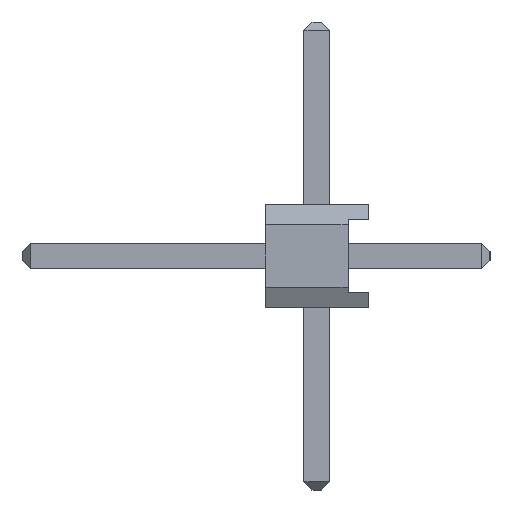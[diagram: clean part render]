
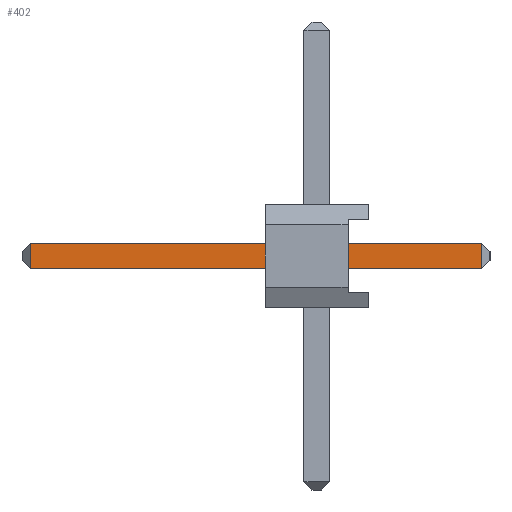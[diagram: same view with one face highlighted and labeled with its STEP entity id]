
A CAD part, left-side view. The second image highlights one B-rep face of the part: STEP entity #402.
In plain terms, the highlighted planar face has unit normal (-1, 0, 0).
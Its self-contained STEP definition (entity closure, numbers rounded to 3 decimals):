
#402 = ADVANCED_FACE( '', ( #1004 ), #1005, .F. );
#1004 = FACE_OUTER_BOUND( '', #1806, .T. );
#1005 = PLANE( '', #1807 );
#1806 = EDGE_LOOP( '', ( #3105, #3106, #3107, #3108 ) );
#1807 = AXIS2_PLACEMENT_3D( '', #3109, #3110, #3111 );
#3105 = ORIENTED_EDGE( '', *, *, #5231, .T. );
#3106 = ORIENTED_EDGE( '', *, *, #5232, .T. );
#3107 = ORIENTED_EDGE( '', *, *, #5213, .F. );
#3108 = ORIENTED_EDGE( '', *, *, #5233, .T. );
#3109 = CARTESIAN_POINT( '', ( -0.32, -0.32, 5.77 ) );
#3110 = DIRECTION( '', ( 1., 0., 0. ) );
#3111 = DIRECTION( '', ( 0., 0., -1. ) );
#5213 = EDGE_CURVE( '', #6322, #6478, #6479, .T. );
#5231 = EDGE_CURVE( '', #5742, #6504, #6505, .T. );
#5232 = EDGE_CURVE( '', #6504, #6478, #6506, .T. );
#5233 = EDGE_CURVE( '', #6322, #5742, #6507, .T. );
#5742 = VERTEX_POINT( '', #7159 );
#6322 = VERTEX_POINT( '', #8024 );
#6478 = VERTEX_POINT( '', #8258 );
#6479 = LINE( '', #8259, #8260 );
#6504 = VERTEX_POINT( '', #8297 );
#6505 = LINE( '', #8298, #8299 );
#6506 = LINE( '', #8300, #8301 );
#6507 = LINE( '', #8302, #8303 );
#7159 = CARTESIAN_POINT( '', ( -0.32, 0.32, 5.57 ) );
#8024 = CARTESIAN_POINT( '', ( -0.32, -0.32, 5.57 ) );
#8258 = CARTESIAN_POINT( '', ( -0.32, -0.32, -5.57 ) );
#8259 = CARTESIAN_POINT( '', ( -0.32, -0.32, 5.77 ) );
#8260 = VECTOR( '', #9640, 1000. );
#8297 = CARTESIAN_POINT( '', ( -0.32, 0.32, -5.57 ) );
#8298 = CARTESIAN_POINT( '', ( -0.32, 0.32, 5.77 ) );
#8299 = VECTOR( '', #9653, 1000. );
#8300 = CARTESIAN_POINT( '', ( -0.32, -0.32, -5.57 ) );
#8301 = VECTOR( '', #9654, 1000. );
#8302 = CARTESIAN_POINT( '', ( -0.32, -0.32, 5.57 ) );
#8303 = VECTOR( '', #9655, 1000. );
#9640 = DIRECTION( '', ( 0., 0., -1. ) );
#9653 = DIRECTION( '', ( 0., 0., -1. ) );
#9654 = DIRECTION( '', ( 0., -1., 0. ) );
#9655 = DIRECTION( '', ( 0., 1., 0. ) );
